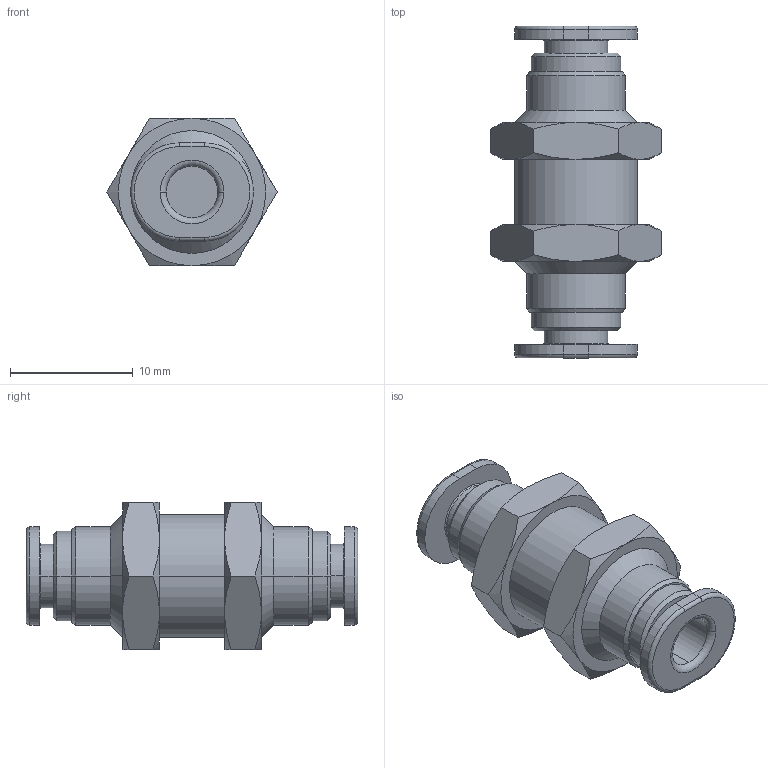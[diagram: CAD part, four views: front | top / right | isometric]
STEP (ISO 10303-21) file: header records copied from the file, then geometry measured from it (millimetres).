
FILE_DESCRIPTION((''),'2;1');
FILE_NAME('PMM04C-mdt.stp','2017-07-24T15:02:35',(''),(''),'Mechanical Desktop 2009','Mechanical Desktop 2009',', , ');
FILE_SCHEMA(('CONFIG_CONTROL_DESIGN'));
Length unit declared in the file: millimetre
Products named in the file (3): PMM04C-MDTA; PMM04C-MDT; COLLAR-C04C
Assembly tree (3 placements, depth 2):
  PMM04C-MDTA
    PMM04C-MDT
    COLLAR-C04C  x2
Bounding box: 13.86 x 27 x 12 mm (x, y, z)
Volume: 1594.6 mm3; surface area: 1538.2 mm2
Topology: 1 solids, 1 shells, 104 faces, 222 edges, 132 vertices
Faces by surface type: cone 36, plane 30, cylinder 26, torus 8, bspline 4
Entity records: 3037 total; most frequent: CARTESIAN_POINT 734, DIRECTION 494, ORIENTED_EDGE 444, EDGE_CURVE 222, AXIS2_PLACEMENT_3D 216, VERTEX_POINT 132, EDGE_LOOP 116, CIRCLE 112
